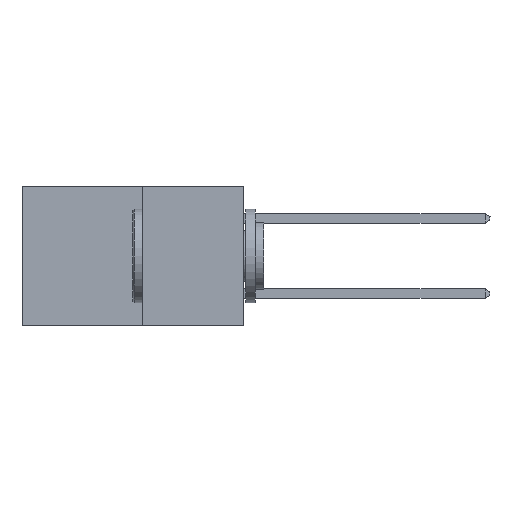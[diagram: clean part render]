
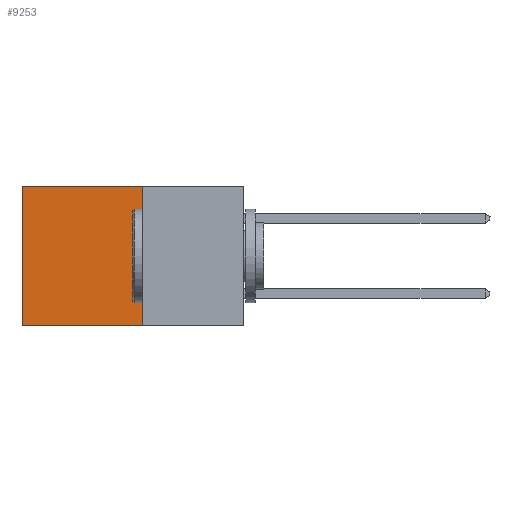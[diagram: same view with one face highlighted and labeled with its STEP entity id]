
A CAD part, left-side view. The second image highlights one B-rep face of the part: STEP entity #9253.
In plain terms, the highlighted planar face has unit normal (-1, 0, 0).
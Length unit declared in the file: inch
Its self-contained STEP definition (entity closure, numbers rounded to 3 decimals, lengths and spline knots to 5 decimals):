
#94 = LINE ( 'NONE', #4339, #7895 ) ;
#751 = VECTOR ( 'NONE', #19236, 39.37008 ) ;
#1097 = DIRECTION ( 'NONE',  ( 1., 0., 0. ) ) ;
#1452 = VECTOR ( 'NONE', #3042, 39.37008 ) ;
#2622 = PLANE ( 'NONE',  #10100 ) ;
#2779 = VERTEX_POINT ( 'NONE', #6475 ) ;
#3042 = DIRECTION ( 'NONE',  ( 0., 0., -1. ) ) ;
#4071 = EDGE_CURVE ( 'NONE', #10257, #2779, #13934, .T. ) ;
#4339 = CARTESIAN_POINT ( 'NONE',  ( 0.277, 0.59, -0.37 ) ) ;
#4410 = CARTESIAN_POINT ( 'NONE',  ( 0.277, 0.59, -0.37 ) ) ;
#4506 = DIRECTION ( 'NONE',  ( 0., 0., -1. ) ) ;
#4921 = EDGE_LOOP ( 'NONE', ( #14792, #15277, #7543, #19714 ) ) ;
#5863 = CARTESIAN_POINT ( 'NONE',  ( 0.277, 0.27, 0. ) ) ;
#6475 = CARTESIAN_POINT ( 'NONE',  ( 0.277, 0.59, 0. ) ) ;
#7403 = EDGE_CURVE ( 'NONE', #2779, #15949, #94, .T. ) ;
#7543 = ORIENTED_EDGE ( 'NONE', *, *, #10821, .F. ) ;
#7739 = CARTESIAN_POINT ( 'NONE',  ( 0.277, 0.27, -0.37 ) ) ;
#7895 = VECTOR ( 'NONE', #4506, 39.37008 ) ;
#8090 = FACE_OUTER_BOUND ( 'NONE', #4921, .T. ) ;
#9253 = ADVANCED_FACE ( 'NONE', ( #8090 ), #2622, .F. ) ;
#9740 = LINE ( 'NONE', #10776, #1452 ) ;
#10100 = AXIS2_PLACEMENT_3D ( 'NONE', #10422, #1097, #11930 ) ;
#10257 = VERTEX_POINT ( 'NONE', #17126 ) ;
#10422 = CARTESIAN_POINT ( 'NONE',  ( 0.277, 0.27, -0.37 ) ) ;
#10776 = CARTESIAN_POINT ( 'NONE',  ( 0.277, 0.27, -0.37 ) ) ;
#10821 = EDGE_CURVE ( 'NONE', #10257, #12634, #9740, .T. ) ;
#11930 = DIRECTION ( 'NONE',  ( 0., 0., -1. ) ) ;
#12634 = VERTEX_POINT ( 'NONE', #7739 ) ;
#12847 = DIRECTION ( 'NONE',  ( 0., 1., 0. ) ) ;
#13112 = LINE ( 'NONE', #17744, #751 ) ;
#13934 = LINE ( 'NONE', #5863, #17031 ) ;
#14792 = ORIENTED_EDGE ( 'NONE', *, *, #7403, .T. ) ;
#15277 = ORIENTED_EDGE ( 'NONE', *, *, #15712, .F. ) ;
#15712 = EDGE_CURVE ( 'NONE', #12634, #15949, #13112, .T. ) ;
#15949 = VERTEX_POINT ( 'NONE', #4410 ) ;
#17031 = VECTOR ( 'NONE', #12847, 39.37008 ) ;
#17126 = CARTESIAN_POINT ( 'NONE',  ( 0.277, 0.27, 0. ) ) ;
#17744 = CARTESIAN_POINT ( 'NONE',  ( 0.277, 0.27, -0.37 ) ) ;
#19236 = DIRECTION ( 'NONE',  ( 0., 1., 0. ) ) ;
#19714 = ORIENTED_EDGE ( 'NONE', *, *, #4071, .T. ) ;
